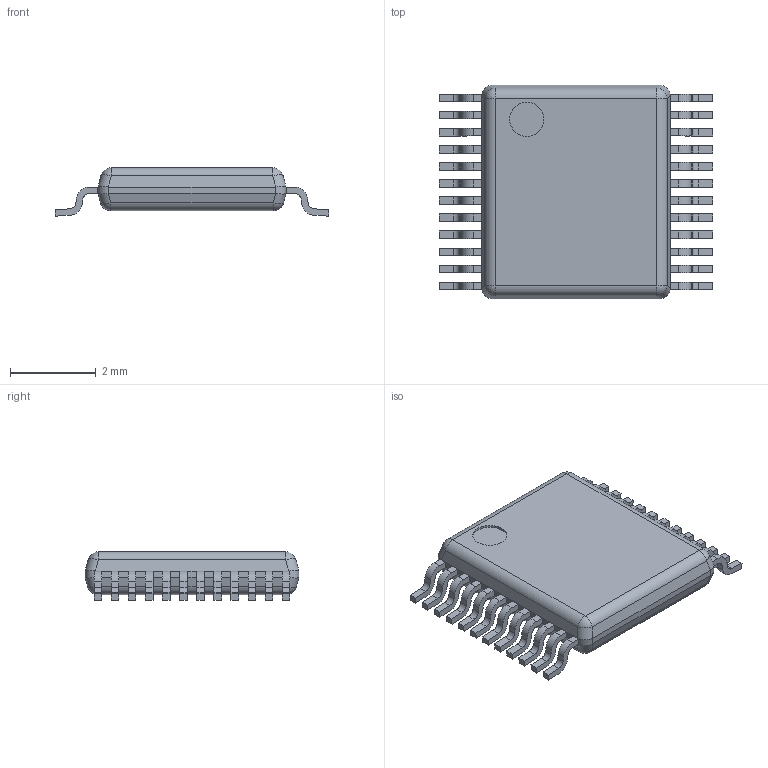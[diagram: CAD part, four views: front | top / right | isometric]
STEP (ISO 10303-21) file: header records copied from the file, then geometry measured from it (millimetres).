
FILE_DESCRIPTION((''),'2;1');
FILE_NAME('DGV0024A_ASM','2018-09-25T11:14:26',('a0412086'),(''),'CREO PARAMETRIC BY PTC INC, 2018020','CREO PARAMETRIC BY PTC INC, 2018020','');
FILE_SCHEMA(('AUTOMOTIVE_DESIGN { 1 0 10303 214 1 1 1 1 }'));
Length unit declared in the file: millimetre
Products named in the file (4): BODY-TVSOP; LEAD-TVSOP; PIN1; DGV0024A_ASM
Assembly tree (26 placements, depth 2):
  DGV0024A_ASM
    BODY-TVSOP
    LEAD-TVSOP  x24
    PIN1
Bounding box: 6.4 x 5 x 1.13 mm (x, y, z)
Volume: 21.6 mm3; surface area: 78.3 mm2
Topology: 25 solids, 25 shells, 381 faces, 966 edges, 636 vertices
Faces by surface type: plane 255, cylinder 118, sphere 8
Entity records: 2810 total; most frequent: CARTESIAN_POINT 485, DIRECTION 380, ORIENTED_EDGE 276, AXIS2_PLACEMENT_3D 145, PRESENTATION_STYLE_ASSIGNMENT 140, STYLED_ITEM 140, CURVE_STYLE 138, EDGE_CURVE 138
